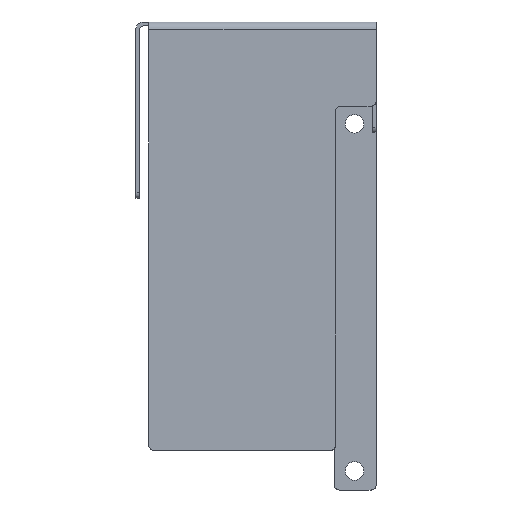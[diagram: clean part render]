
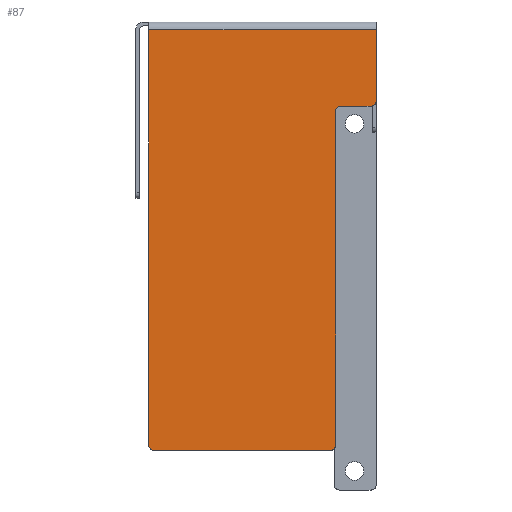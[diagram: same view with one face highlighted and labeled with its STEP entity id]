
A CAD part, front view. The second image highlights one B-rep face of the part: STEP entity #87.
In plain terms, the highlighted planar face has unit normal (0, -1, 0).
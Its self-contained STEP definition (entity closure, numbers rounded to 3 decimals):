
#87=ADVANCED_FACE('',(#165),#133,.F.);
#133=PLANE('',#1080);
#165=FACE_OUTER_BOUND('',#223,.T.);
#223=EDGE_LOOP('',(#440,#441,#442,#443,#444,#445,#446,#447,#448,#449));
#282=CIRCLE('',#1076,2.);
#283=CIRCLE('',#1077,2.);
#284=CIRCLE('',#1078,2.);
#285=CIRCLE('',#1079,2.);
#440=ORIENTED_EDGE('',*,*,#713,.T.);
#441=ORIENTED_EDGE('',*,*,#782,.T.);
#442=ORIENTED_EDGE('',*,*,#783,.T.);
#443=ORIENTED_EDGE('',*,*,#784,.T.);
#444=ORIENTED_EDGE('',*,*,#785,.T.);
#445=ORIENTED_EDGE('',*,*,#786,.T.);
#446=ORIENTED_EDGE('',*,*,#770,.F.);
#447=ORIENTED_EDGE('',*,*,#787,.T.);
#448=ORIENTED_EDGE('',*,*,#703,.F.);
#449=ORIENTED_EDGE('',*,*,#781,.T.);
#606=VERTEX_POINT('',#1463);
#607=VERTEX_POINT('',#1464);
#616=VERTEX_POINT('',#1483);
#617=VERTEX_POINT('',#1485);
#654=VERTEX_POINT('',#1592);
#655=VERTEX_POINT('',#1593);
#662=VERTEX_POINT('',#1616);
#663=VERTEX_POINT('',#1618);
#664=VERTEX_POINT('',#1620);
#665=VERTEX_POINT('',#1622);
#703=EDGE_CURVE('',#606,#607,#841,.T.);
#713=EDGE_CURVE('',#617,#616,#849,.T.);
#770=EDGE_CURVE('',#654,#655,#890,.T.);
#781=EDGE_CURVE('',#606,#617,#897,.T.);
#782=EDGE_CURVE('',#616,#662,#282,.T.);
#783=EDGE_CURVE('',#662,#663,#898,.T.);
#784=EDGE_CURVE('',#663,#664,#283,.T.);
#785=EDGE_CURVE('',#664,#665,#899,.T.);
#786=EDGE_CURVE('',#665,#655,#284,.T.);
#787=EDGE_CURVE('',#654,#607,#285,.T.);
#841=LINE('',#1462,#941);
#849=LINE('',#1484,#949);
#890=LINE('',#1591,#990);
#897=LINE('',#1613,#997);
#898=LINE('',#1617,#998);
#899=LINE('',#1621,#999);
#941=VECTOR('',#1158,1.);
#949=VECTOR('',#1172,1.);
#990=VECTOR('',#1271,1.);
#997=VECTOR('',#1292,1.);
#998=VECTOR('',#1297,1.);
#999=VECTOR('',#1300,1.);
#1076=AXIS2_PLACEMENT_3D('',#1615,#1295,#1296);
#1077=AXIS2_PLACEMENT_3D('',#1619,#1298,#1299);
#1078=AXIS2_PLACEMENT_3D('',#1623,#1301,#1302);
#1079=AXIS2_PLACEMENT_3D('',#1624,#1303,#1304);
#1080=AXIS2_PLACEMENT_3D('',#1625,#1305,#1306);
#1158=DIRECTION('',(0.,0.,-1.));
#1172=DIRECTION('',(0.,0.,-1.));
#1271=DIRECTION('',(-1.,0.,0.));
#1292=DIRECTION('',(-1.,0.,0.));
#1295=DIRECTION('',(0.,-1.,0.));
#1296=DIRECTION('',(0.,0.,1.));
#1297=DIRECTION('',(1.,0.,0.));
#1298=DIRECTION('',(0.,-1.,0.));
#1299=DIRECTION('',(0.,0.,1.));
#1300=DIRECTION('',(0.,0.,1.));
#1301=DIRECTION('',(0.,1.,0.));
#1302=DIRECTION('',(0.,0.,1.));
#1303=DIRECTION('',(0.,-1.,0.));
#1304=DIRECTION('',(0.,0.,1.));
#1305=DIRECTION('',(0.,1.,0.));
#1306=DIRECTION('',(0.,0.,1.));
#1462=CARTESIAN_POINT('',(86.5,-33.5,175.));
#1463=CARTESIAN_POINT('',(86.5,-33.5,175.));
#1464=CARTESIAN_POINT('',(86.5,-33.5,148.));
#1483=CARTESIAN_POINT('',(0.,-33.5,17.));
#1484=CARTESIAN_POINT('',(0.,-33.5,175.));
#1485=CARTESIAN_POINT('',(0.,-33.5,175.));
#1591=CARTESIAN_POINT('',(86.5,-33.5,146.));
#1592=CARTESIAN_POINT('',(84.5,-33.5,146.));
#1593=CARTESIAN_POINT('',(73.,-33.5,146.));
#1613=CARTESIAN_POINT('',(86.5,-33.5,175.));
#1615=CARTESIAN_POINT('',(2.,-33.5,17.));
#1616=CARTESIAN_POINT('',(2.,-33.5,15.));
#1617=CARTESIAN_POINT('',(0.,-33.5,15.));
#1618=CARTESIAN_POINT('',(69.,-33.5,15.));
#1619=CARTESIAN_POINT('',(69.,-33.5,17.));
#1620=CARTESIAN_POINT('',(71.,-33.5,17.));
#1621=CARTESIAN_POINT('',(71.,-33.5,15.));
#1622=CARTESIAN_POINT('',(71.,-33.5,144.));
#1623=CARTESIAN_POINT('',(73.,-33.5,144.));
#1624=CARTESIAN_POINT('',(84.5,-33.5,148.));
#1625=CARTESIAN_POINT('',(86.5,-33.5,175.));
